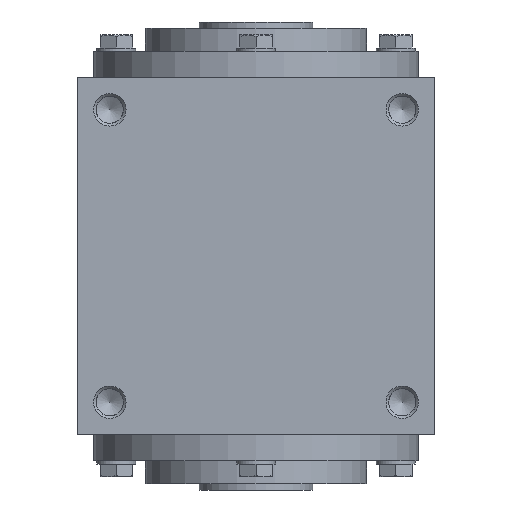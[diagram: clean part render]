
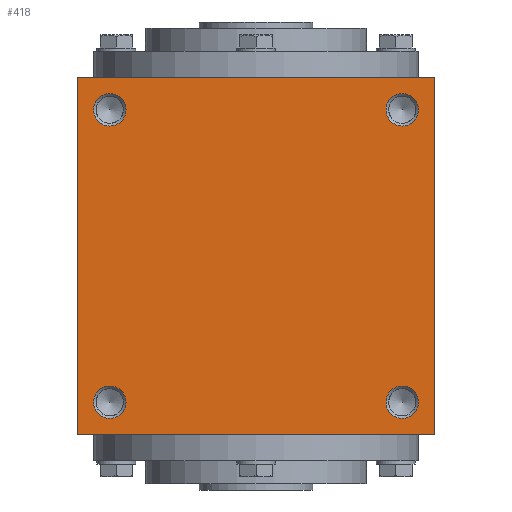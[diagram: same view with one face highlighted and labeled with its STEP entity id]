
A CAD part, left-side view. The second image highlights one B-rep face of the part: STEP entity #418.
In plain terms, the highlighted face is planar.
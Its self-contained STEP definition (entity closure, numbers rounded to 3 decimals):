
#418 = ADVANCED_FACE( '', ( #882, #883, #884, #885, #886 ), #887, .F. );
#882 = FACE_BOUND( '', #1570, .T. );
#883 = FACE_BOUND( '', #1571, .T. );
#884 = FACE_BOUND( '', #1572, .T. );
#885 = FACE_BOUND( '', #1573, .T. );
#886 = FACE_OUTER_BOUND( '', #1574, .T. );
#887 = PLANE( '', #1575 );
#1570 = EDGE_LOOP( '', ( #2342 ) );
#1571 = EDGE_LOOP( '', ( #2343 ) );
#1572 = EDGE_LOOP( '', ( #2344 ) );
#1573 = EDGE_LOOP( '', ( #2345 ) );
#1574 = EDGE_LOOP( '', ( #2346, #2347, #2348, #2349 ) );
#1575 = AXIS2_PLACEMENT_3D( '', #2350, #2351, #2352 );
#2342 = ORIENTED_EDGE( '', *, *, #3587, .F. );
#2343 = ORIENTED_EDGE( '', *, *, #3588, .T. );
#2344 = ORIENTED_EDGE( '', *, *, #3495, .F. );
#2345 = ORIENTED_EDGE( '', *, *, #3589, .T. );
#2346 = ORIENTED_EDGE( '', *, *, #3590, .F. );
#2347 = ORIENTED_EDGE( '', *, *, #3591, .F. );
#2348 = ORIENTED_EDGE( '', *, *, #3592, .F. );
#2349 = ORIENTED_EDGE( '', *, *, #3593, .F. );
#2350 = CARTESIAN_POINT( '', ( 0., 0., -55. ) );
#2351 = DIRECTION( '', ( 0., 0., 1. ) );
#2352 = DIRECTION( '', ( 1., 0., 0. ) );
#3495 = EDGE_CURVE( '', #4012, #4012, #4013, .T. );
#3587 = EDGE_CURVE( '', #4157, #4157, #4158, .T. );
#3588 = EDGE_CURVE( '', #4159, #4159, #4160, .T. );
#3589 = EDGE_CURVE( '', #4161, #4161, #4162, .T. );
#3590 = EDGE_CURVE( '', #4163, #4164, #4165, .T. );
#3591 = EDGE_CURVE( '', #4166, #4163, #4167, .T. );
#3592 = EDGE_CURVE( '', #4168, #4166, #4169, .T. );
#3593 = EDGE_CURVE( '', #4164, #4168, #4170, .T. );
#4012 = VERTEX_POINT( '', #4742 );
#4013 = CIRCLE( '', #4743, 5. );
#4157 = VERTEX_POINT( '', #4926 );
#4158 = CIRCLE( '', #4927, 5. );
#4159 = VERTEX_POINT( '', #4928 );
#4160 = CIRCLE( '', #4929, 5. );
#4161 = VERTEX_POINT( '', #4930 );
#4162 = CIRCLE( '', #4931, 5. );
#4163 = VERTEX_POINT( '', #4932 );
#4164 = VERTEX_POINT( '', #4933 );
#4165 = LINE( '', #4934, #4935 );
#4166 = VERTEX_POINT( '', #4936 );
#4167 = LINE( '', #4937, #4938 );
#4168 = VERTEX_POINT( '', #4939 );
#4169 = LINE( '', #4940, #4941 );
#4170 = LINE( '', #4942, #4943 );
#4742 = CARTESIAN_POINT( '', ( -50., -45., -55. ) );
#4743 = AXIS2_PLACEMENT_3D( '', #5627, #5628, #5629 );
#4926 = CARTESIAN_POINT( '', ( -50., 45., -55. ) );
#4927 = AXIS2_PLACEMENT_3D( '', #5783, #5784, #5785 );
#4928 = CARTESIAN_POINT( '', ( 50., 45., -55. ) );
#4929 = AXIS2_PLACEMENT_3D( '', #5786, #5787, #5788 );
#4930 = CARTESIAN_POINT( '', ( 50., -45., -55. ) );
#4931 = AXIS2_PLACEMENT_3D( '', #5789, #5790, #5791 );
#4932 = CARTESIAN_POINT( '', ( -55., 55., -55. ) );
#4933 = CARTESIAN_POINT( '', ( -55., -55., -55. ) );
#4934 = CARTESIAN_POINT( '', ( -55., 55., -55. ) );
#4935 = VECTOR( '', #5792, 1000. );
#4936 = CARTESIAN_POINT( '', ( 55., 55., -55. ) );
#4937 = CARTESIAN_POINT( '', ( 55., 55., -55. ) );
#4938 = VECTOR( '', #5793, 1000. );
#4939 = CARTESIAN_POINT( '', ( 55., -55., -55. ) );
#4940 = CARTESIAN_POINT( '', ( 55., -55., -55. ) );
#4941 = VECTOR( '', #5794, 1000. );
#4942 = CARTESIAN_POINT( '', ( -55., -55., -55. ) );
#4943 = VECTOR( '', #5795, 1000. );
#5627 = CARTESIAN_POINT( '', ( -45., -45., -55. ) );
#5628 = DIRECTION( '', ( 0., 0., -1. ) );
#5629 = DIRECTION( '', ( -1., 0., 0. ) );
#5783 = CARTESIAN_POINT( '', ( -45., 45., -55. ) );
#5784 = DIRECTION( '', ( 0., 0., -1. ) );
#5785 = DIRECTION( '', ( -1., 0., 0. ) );
#5786 = CARTESIAN_POINT( '', ( 45., 45., -55. ) );
#5787 = DIRECTION( '', ( 0., 0., 1. ) );
#5788 = DIRECTION( '', ( 1., 0., 0. ) );
#5789 = CARTESIAN_POINT( '', ( 45., -45., -55. ) );
#5790 = DIRECTION( '', ( 0., 0., 1. ) );
#5791 = DIRECTION( '', ( 1., 0., 0. ) );
#5792 = DIRECTION( '', ( 0., -1., 0. ) );
#5793 = DIRECTION( '', ( -1., 0., 0. ) );
#5794 = DIRECTION( '', ( 0., 1., 0. ) );
#5795 = DIRECTION( '', ( 1., 0., 0. ) );
